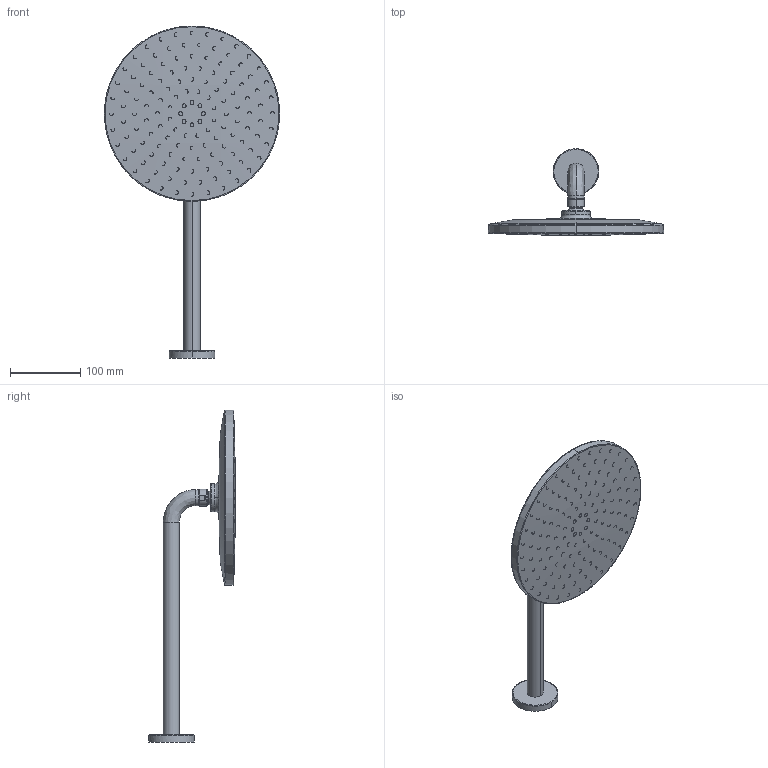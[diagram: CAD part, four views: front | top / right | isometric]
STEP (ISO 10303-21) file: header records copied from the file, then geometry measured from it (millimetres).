
FILE_DESCRIPTION (( 'STEP AP203' ), '1' );
FILE_NAME ('44260200(2023).STEP', '2023-01-30T10:28:06', ( '' ), ( '' ), 'SwSTEP 2.0', 'SolidWorks 2016', '' );
FILE_SCHEMA (( 'CONFIG_CONTROL_DESIGN' ));
Length unit declared in the file: millimetre
Products named in the file (1): 44260200(2023)
Bounding box: 249.98 x 123.96 x 473.49 mm (x, y, z)
Surface area: 196613.7 mm2 (no closed solid volume)
Topology: 0 solids, 142 shells, 360 faces, 882 edges, 659 vertices
Faces by surface type: bspline 289, plane 29, cylinder 20, cone 18, torus 4
Entity records: 55242 total; most frequent: CARTESIAN_POINT 49150, ORIENTED_EDGE 1263, EDGE_CURVE 878, VERTEX_POINT 659, B_SPLINE_CURVE_WITH_KNOTS 654, DIRECTION 502, EDGE_LOOP 366, ADVANCED_FACE 360
